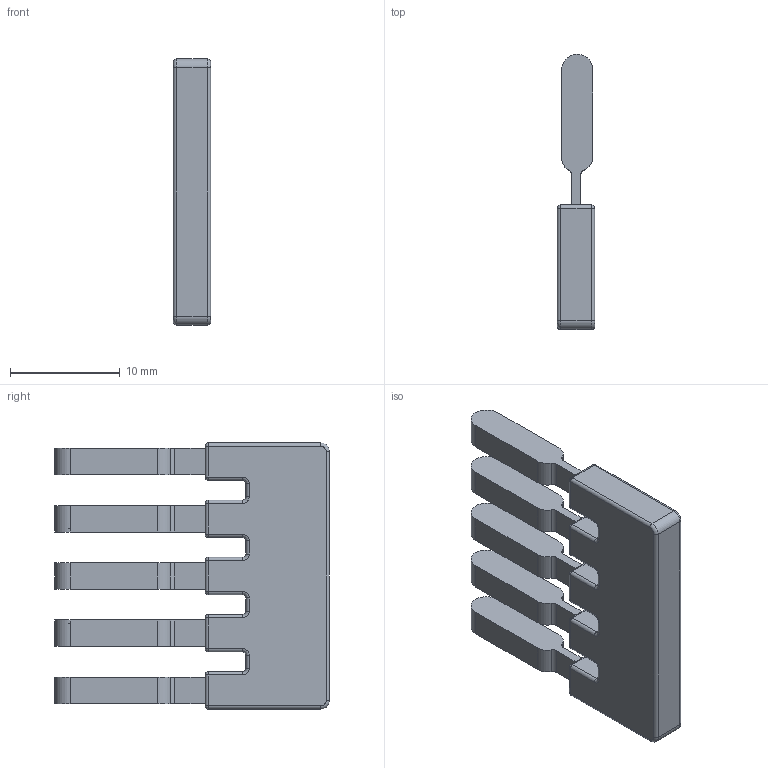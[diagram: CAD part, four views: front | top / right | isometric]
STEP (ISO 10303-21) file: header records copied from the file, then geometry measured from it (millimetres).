
FILE_DESCRIPTION (( 'STEP AP203' ), '1' );
FILE_NAME ('KN-P5J25.step', '2025-04-29T14:03:04', ( '' ), ( '' ), 'SwSTEP 2.0', 'SolidWorks 2024', '' );
FILE_SCHEMA (( 'CONFIG_CONTROL_DESIGN' ));
Length unit declared in the file: millimetre
Products named in the file (1): KN-P5J25
Bounding box: 3.4 x 25 x 24.2 mm (x, y, z)
Volume: 1208.8 mm3; surface area: 1459.8 mm2
Topology: 1 solids, 1 shells, 188 faces, 463 edges, 262 vertices
Faces by surface type: cylinder 89, plane 59, torus 20, sphere 20
Entity records: 5496 total; most frequent: DIRECTION 1005, CARTESIAN_POINT 990, ORIENTED_EDGE 886, EDGE_CURVE 443, AXIS2_PLACEMENT_3D 381, VERTEX_POINT 262, LINE 243, VECTOR 243
